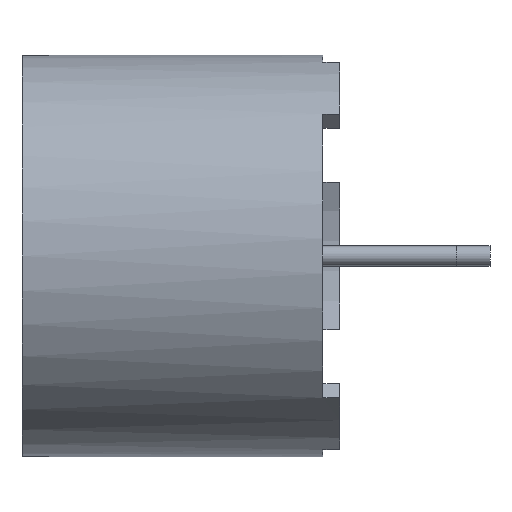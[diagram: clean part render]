
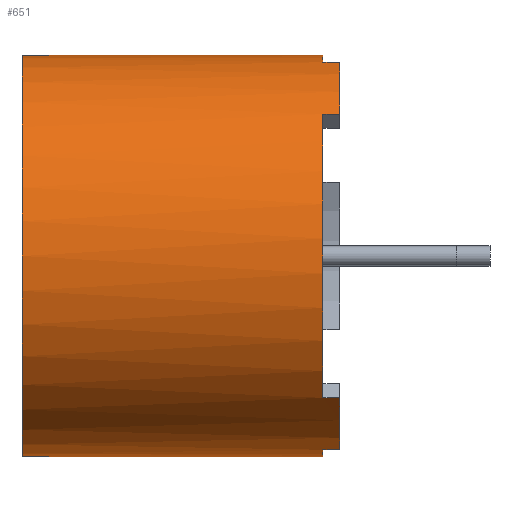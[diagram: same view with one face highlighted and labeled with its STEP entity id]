
A CAD part, left-side view. The second image highlights one B-rep face of the part: STEP entity #651.
In plain terms, the highlighted cylindrical face has radius 6 mm (diameter 12 mm), a partial arc.
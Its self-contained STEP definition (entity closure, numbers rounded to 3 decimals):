
#39 = CARTESIAN_POINT ( 'NONE',  ( 0., 9.5, -6. ) ) ;
#76 = DIRECTION ( 'NONE',  ( 0., -1., 0. ) ) ;
#104 = ORIENTED_EDGE ( 'NONE', *, *, #1109, .T. ) ;
#115 = CARTESIAN_POINT ( 'NONE',  ( 0., 0., 0. ) ) ;
#158 = DIRECTION ( 'NONE',  ( 0., -1., 0. ) ) ;
#165 = AXIS2_PLACEMENT_3D ( 'NONE', #115, #1220, #893 ) ;
#167 = VERTEX_POINT ( 'NONE', #1343 ) ;
#174 = EDGE_CURVE ( 'NONE', #1603, #860, #771, .T. ) ;
#188 = CARTESIAN_POINT ( 'NONE',  ( 0., 9.5, 0. ) ) ;
#200 = AXIS2_PLACEMENT_3D ( 'NONE', #1433, #782, #896 ) ;
#226 = EDGE_CURVE ( 'NONE', #747, #623, #1501, .T. ) ;
#228 = ORIENTED_EDGE ( 'NONE', *, *, #430, .F. ) ;
#253 = CARTESIAN_POINT ( 'NONE',  ( -4.243, 0.5, -4.243 ) ) ;
#281 = VECTOR ( 'NONE', #887, 1000. ) ;
#295 = DIRECTION ( 'NONE',  ( 0., -1., 0. ) ) ;
#319 = DIRECTION ( 'NONE',  ( 0., -1., 0. ) ) ;
#322 = LINE ( 'NONE', #464, #1342 ) ;
#333 = CARTESIAN_POINT ( 'NONE',  ( 0., 0.5, 6. ) ) ;
#343 = ORIENTED_EDGE ( 'NONE', *, *, #892, .F. ) ;
#372 = ORIENTED_EDGE ( 'NONE', *, *, #226, .F. ) ;
#376 = EDGE_LOOP ( 'NONE', ( #343, #1513, #992, #372, #726, #1299, #228, #1221, #681, #104, #1185, #1261 ) ) ;
#382 = EDGE_CURVE ( 'NONE', #635, #1709, #322, .T. ) ;
#386 = DIRECTION ( 'NONE',  ( 0., -1., 0. ) ) ;
#415 = DIRECTION ( 'NONE',  ( 0., 0., -1. ) ) ;
#423 = CIRCLE ( 'NONE', #479, 6. ) ;
#430 = EDGE_CURVE ( 'NONE', #1119, #860, #1741, .T. ) ;
#437 = FACE_OUTER_BOUND ( 'NONE', #376, .T. ) ;
#464 = CARTESIAN_POINT ( 'NONE',  ( -1.553, 0.5, 5.796 ) ) ;
#479 = AXIS2_PLACEMENT_3D ( 'NONE', #1539, #1686, #1400 ) ;
#509 = CARTESIAN_POINT ( 'NONE',  ( -4.243, 0.5, 4.243 ) ) ;
#546 = CARTESIAN_POINT ( 'NONE',  ( 0., 9.5, 6. ) ) ;
#583 = CARTESIAN_POINT ( 'NONE',  ( 0., 0.5, 0. ) ) ;
#588 = AXIS2_PLACEMENT_3D ( 'NONE', #583, #295, #1687 ) ;
#591 = VERTEX_POINT ( 'NONE', #599 ) ;
#596 = VECTOR ( 'NONE', #1358, 1000. ) ;
#599 = CARTESIAN_POINT ( 'NONE',  ( -4.243, 0.5, 4.243 ) ) ;
#607 = CARTESIAN_POINT ( 'NONE',  ( 0., 9.5, -6. ) ) ;
#614 = VERTEX_POINT ( 'NONE', #607 ) ;
#623 = VERTEX_POINT ( 'NONE', #993 ) ;
#635 = VERTEX_POINT ( 'NONE', #754 ) ;
#649 = AXIS2_PLACEMENT_3D ( 'NONE', #828, #158, #415 ) ;
#651 = ADVANCED_FACE ( 'NONE', ( #437 ), #1532, .T. ) ;
#656 = LINE ( 'NONE', #509, #1089 ) ;
#658 = CARTESIAN_POINT ( 'NONE',  ( -1.553, 0.5, -5.796 ) ) ;
#681 = ORIENTED_EDGE ( 'NONE', *, *, #1676, .T. ) ;
#684 = AXIS2_PLACEMENT_3D ( 'NONE', #188, #319, #861 ) ;
#726 = ORIENTED_EDGE ( 'NONE', *, *, #783, .T. ) ;
#727 = LINE ( 'NONE', #39, #596 ) ;
#747 = VERTEX_POINT ( 'NONE', #658 ) ;
#754 = CARTESIAN_POINT ( 'NONE',  ( -1.553, 0.5, 5.796 ) ) ;
#770 = CARTESIAN_POINT ( 'NONE',  ( -1.553, 0.5, -5.796 ) ) ;
#771 = CIRCLE ( 'NONE', #165, 6. ) ;
#782 = DIRECTION ( 'NONE',  ( 0., 1., 0. ) ) ;
#783 = EDGE_CURVE ( 'NONE', #747, #1603, #1025, .T. ) ;
#801 = EDGE_CURVE ( 'NONE', #614, #167, #1497, .T. ) ;
#828 = CARTESIAN_POINT ( 'NONE',  ( 0., 0.5, 0. ) ) ;
#832 = DIRECTION ( 'NONE',  ( 0., -1., 0. ) ) ;
#856 = CIRCLE ( 'NONE', #1088, 6. ) ;
#859 = DIRECTION ( 'NONE',  ( 0., -1., 0. ) ) ;
#860 = VERTEX_POINT ( 'NONE', #1504 ) ;
#861 = DIRECTION ( 'NONE',  ( 0., 0., -1. ) ) ;
#867 = CARTESIAN_POINT ( 'NONE',  ( 0., 0.5, 0. ) ) ;
#875 = CIRCLE ( 'NONE', #588, 6. ) ;
#887 = DIRECTION ( 'NONE',  ( 0., -1., 0. ) ) ;
#889 = DIRECTION ( 'NONE',  ( 0., -1., 0. ) ) ;
#892 = EDGE_CURVE ( 'NONE', #167, #1594, #1618, .T. ) ;
#893 = DIRECTION ( 'NONE',  ( 0., 0., 1. ) ) ;
#894 = CARTESIAN_POINT ( 'NONE',  ( -1.553, 0., -5.796 ) ) ;
#896 = DIRECTION ( 'NONE',  ( 0., 0., 1. ) ) ;
#954 = EDGE_CURVE ( 'NONE', #1594, #635, #875, .T. ) ;
#992 = ORIENTED_EDGE ( 'NONE', *, *, #1290, .T. ) ;
#993 = CARTESIAN_POINT ( 'NONE',  ( 0., 0.5, -6. ) ) ;
#1025 = LINE ( 'NONE', #770, #281 ) ;
#1053 = CARTESIAN_POINT ( 'NONE',  ( -4.243, 0., 4.243 ) ) ;
#1088 = AXIS2_PLACEMENT_3D ( 'NONE', #867, #859, #1695 ) ;
#1089 = VECTOR ( 'NONE', #386, 1000. ) ;
#1109 = EDGE_CURVE ( 'NONE', #1438, #1709, #423, .T. ) ;
#1119 = VERTEX_POINT ( 'NONE', #1694 ) ;
#1185 = ORIENTED_EDGE ( 'NONE', *, *, #382, .F. ) ;
#1189 = CARTESIAN_POINT ( 'NONE',  ( -1.553, 0., 5.796 ) ) ;
#1220 = DIRECTION ( 'NONE',  ( 0., 1., 0. ) ) ;
#1221 = ORIENTED_EDGE ( 'NONE', *, *, #1611, .F. ) ;
#1261 = ORIENTED_EDGE ( 'NONE', *, *, #954, .F. ) ;
#1290 = EDGE_CURVE ( 'NONE', #614, #623, #727, .T. ) ;
#1299 = ORIENTED_EDGE ( 'NONE', *, *, #174, .T. ) ;
#1342 = VECTOR ( 'NONE', #889, 1000. ) ;
#1343 = CARTESIAN_POINT ( 'NONE',  ( 0., 9.5, 6. ) ) ;
#1358 = DIRECTION ( 'NONE',  ( 0., -1., 0. ) ) ;
#1400 = DIRECTION ( 'NONE',  ( 0., 0., 1. ) ) ;
#1420 = VECTOR ( 'NONE', #76, 1000. ) ;
#1433 = CARTESIAN_POINT ( 'NONE',  ( 0., 9.5, 0. ) ) ;
#1438 = VERTEX_POINT ( 'NONE', #1053 ) ;
#1497 = CIRCLE ( 'NONE', #200, 6. ) ;
#1501 = CIRCLE ( 'NONE', #649, 6. ) ;
#1504 = CARTESIAN_POINT ( 'NONE',  ( -4.243, 0., -4.243 ) ) ;
#1513 = ORIENTED_EDGE ( 'NONE', *, *, #801, .F. ) ;
#1532 = CYLINDRICAL_SURFACE ( 'NONE', #684, 6. ) ;
#1539 = CARTESIAN_POINT ( 'NONE',  ( 0., 0., 0. ) ) ;
#1594 = VERTEX_POINT ( 'NONE', #333 ) ;
#1603 = VERTEX_POINT ( 'NONE', #894 ) ;
#1611 = EDGE_CURVE ( 'NONE', #591, #1119, #856, .T. ) ;
#1618 = LINE ( 'NONE', #546, #1761 ) ;
#1676 = EDGE_CURVE ( 'NONE', #591, #1438, #656, .T. ) ;
#1686 = DIRECTION ( 'NONE',  ( 0., 1., 0. ) ) ;
#1687 = DIRECTION ( 'NONE',  ( 0., 0., -1. ) ) ;
#1694 = CARTESIAN_POINT ( 'NONE',  ( -4.243, 0.5, -4.243 ) ) ;
#1695 = DIRECTION ( 'NONE',  ( 0., 0., -1. ) ) ;
#1709 = VERTEX_POINT ( 'NONE', #1189 ) ;
#1741 = LINE ( 'NONE', #253, #1420 ) ;
#1761 = VECTOR ( 'NONE', #832, 1000. ) ;
